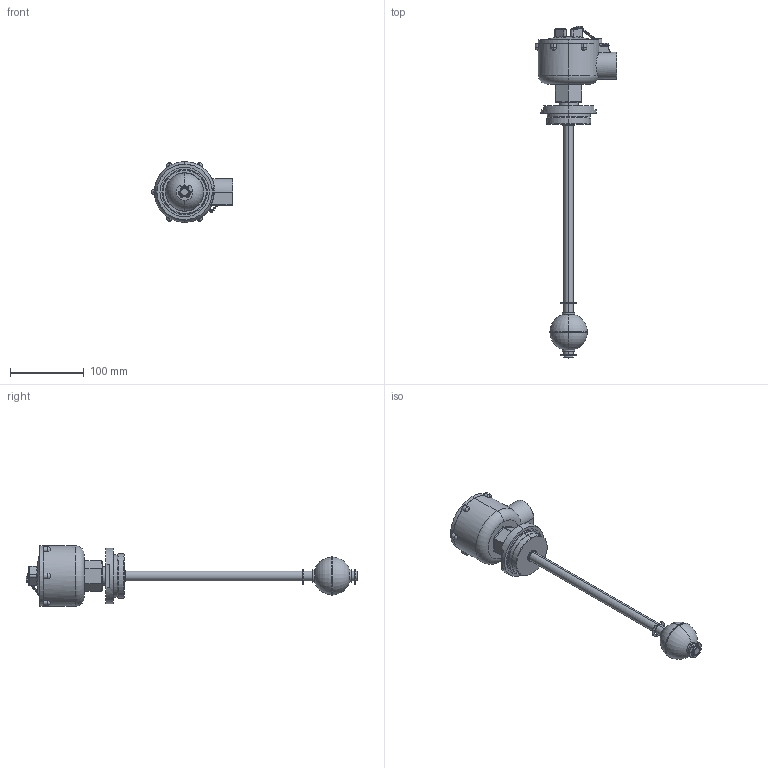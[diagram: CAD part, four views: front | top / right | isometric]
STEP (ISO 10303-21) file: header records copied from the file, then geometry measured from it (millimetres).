
FILE_DESCRIPTION (( 'STEP AP214' ), '1' );
FILE_NAME ('IMDEX.STEP', '2020-02-13T08:40:24', ( '' ), ( '' ), 'SwSTEP 2.0', 'SolidWorks 2019', '' );
FILE_SCHEMA (( 'AUTOMOTIVE_DESIGN' ));
Length unit declared in the file: millimetre
Products named in the file (1): IMDEX
Bounding box: 110 x 449.67 x 82 mm (x, y, z)
Surface area: 78455.8 mm2 (no closed solid volume)
Topology: 0 solids, 26 shells, 385 faces, 1223 edges, 791 vertices
Faces by surface type: cylinder 161, plane 95, torus 60, sphere 47, bspline 14, cone 8
Entity records: 18457 total; most frequent: CARTESIAN_POINT 3768, DIRECTION 2482, ORIENTED_EDGE 1906, EDGE_CURVE 1123, AXIS2_PLACEMENT_3D 1043, VERTEX_POINT 731, CIRCLE 671, EDGE_LOOP 423
